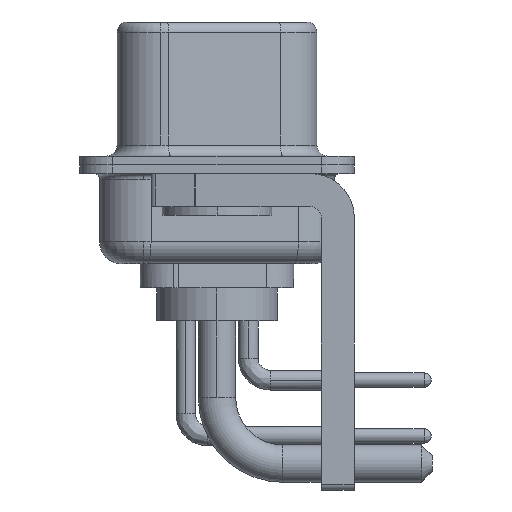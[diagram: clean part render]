
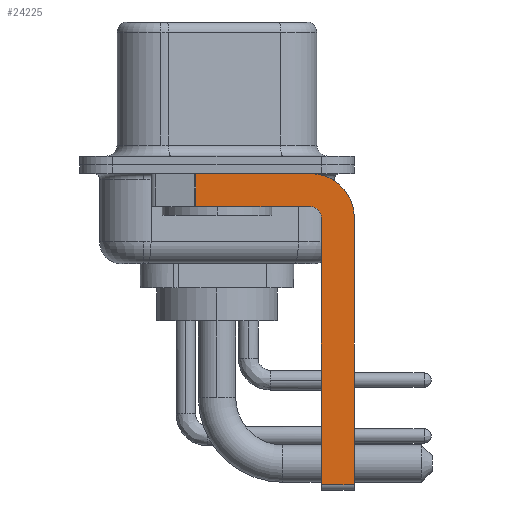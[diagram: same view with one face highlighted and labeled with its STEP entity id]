
A CAD part, left-side view. The second image highlights one B-rep face of the part: STEP entity #24225.
In plain terms, the highlighted planar face has unit normal (-1, 0, 0).
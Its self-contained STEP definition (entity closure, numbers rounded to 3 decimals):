
#431 = FACE_OUTER_BOUND ( 'NONE', #16962, .T. ) ;
#433 = ORIENTED_EDGE ( 'NONE', *, *, #11378, .F. ) ;
#735 = DIRECTION ( 'NONE',  ( 0., 0., -1. ) ) ;
#1853 = DIRECTION ( 'NONE',  ( 1., 0., 0. ) ) ;
#2211 = CARTESIAN_POINT ( 'NONE',  ( -2.9, -4.75, -14.55 ) ) ;
#2219 = VECTOR ( 'NONE', #3276, 1000. ) ;
#2262 = VERTEX_POINT ( 'NONE', #21282 ) ;
#2429 = CARTESIAN_POINT ( 'NONE',  ( -2.9, 0.978, -1.9 ) ) ;
#2430 = CIRCLE ( 'NONE', #10257, 2. ) ;
#3276 = DIRECTION ( 'NONE',  ( 0., 1., 0. ) ) ;
#3554 = DIRECTION ( 'NONE',  ( 0., 0., 1. ) ) ;
#3939 = EDGE_CURVE ( 'NONE', #2262, #12632, #18462, .T. ) ;
#4223 = EDGE_CURVE ( 'NONE', #5941, #6837, #18402, .T. ) ;
#4507 = CARTESIAN_POINT ( 'NONE',  ( -2.9, 3., -0.4 ) ) ;
#4955 = ORIENTED_EDGE ( 'NONE', *, *, #3939, .F. ) ;
#5628 = CIRCLE ( 'NONE', #17185, 0.5 ) ;
#5941 = VERTEX_POINT ( 'NONE', #2211 ) ;
#6837 = VERTEX_POINT ( 'NONE', #11761 ) ;
#6928 = LINE ( 'NONE', #16343, #19268 ) ;
#7776 = ORIENTED_EDGE ( 'NONE', *, *, #4223, .T. ) ;
#8478 = CARTESIAN_POINT ( 'NONE',  ( -2.9, -4.25, -14.55 ) ) ;
#8503 = CARTESIAN_POINT ( 'NONE',  ( -2.9, -4.25, -1.9 ) ) ;
#8838 = CARTESIAN_POINT ( 'NONE',  ( -2.9, -4.75, -2.4 ) ) ;
#9514 = CARTESIAN_POINT ( 'NONE',  ( -2.9, -4.25, -0.4 ) ) ;
#10257 = AXIS2_PLACEMENT_3D ( 'NONE', #17849, #1853, #20036 ) ;
#10834 = DIRECTION ( 'NONE',  ( 0., -1., 0. ) ) ;
#10914 = VECTOR ( 'NONE', #15952, 1000. ) ;
#10932 = EDGE_CURVE ( 'NONE', #2262, #21945, #19729, .T. ) ;
#10987 = EDGE_CURVE ( 'NONE', #24436, #21945, #20972, .T. ) ;
#11378 = EDGE_CURVE ( 'NONE', #5941, #22484, #19926, .T. ) ;
#11761 = CARTESIAN_POINT ( 'NONE',  ( -2.9, -6.25, -14.55 ) ) ;
#11913 = ORIENTED_EDGE ( 'NONE', *, *, #10987, .F. ) ;
#12556 = ORIENTED_EDGE ( 'NONE', *, *, #10932, .T. ) ;
#12632 = VERTEX_POINT ( 'NONE', #9514 ) ;
#12720 = CARTESIAN_POINT ( 'NONE',  ( -2.9, -4.25, -2.4 ) ) ;
#13768 = VECTOR ( 'NONE', #10834, 1000. ) ;
#13934 = ORIENTED_EDGE ( 'NONE', *, *, #19459, .F. ) ;
#14113 = CARTESIAN_POINT ( 'NONE',  ( -2.9, -4.75, -14.8 ) ) ;
#14444 = AXIS2_PLACEMENT_3D ( 'NONE', #14722, #16301, #22360 ) ;
#14722 = CARTESIAN_POINT ( 'NONE',  ( -2.9, -4.25, -2.4 ) ) ;
#15397 = EDGE_CURVE ( 'NONE', #22484, #24436, #5628, .T. ) ;
#15924 = DIRECTION ( 'NONE',  ( 0., 0., 1. ) ) ;
#15952 = DIRECTION ( 'NONE',  ( 0., -1., 0. ) ) ;
#16024 = EDGE_CURVE ( 'NONE', #24978, #6837, #6928, .T. ) ;
#16301 = DIRECTION ( 'NONE',  ( 1., 0., 0. ) ) ;
#16343 = CARTESIAN_POINT ( 'NONE',  ( -2.9, -6.25, -2.4 ) ) ;
#16813 = PLANE ( 'NONE',  #14444 ) ;
#16962 = EDGE_LOOP ( 'NONE', ( #4955, #12556, #11913, #24057, #433, #7776, #18972, #13934 ) ) ;
#17097 = VECTOR ( 'NONE', #15924, 1000. ) ;
#17185 = AXIS2_PLACEMENT_3D ( 'NONE', #12720, #22669, #3554 ) ;
#17849 = CARTESIAN_POINT ( 'NONE',  ( -2.9, -4.25, -2.4 ) ) ;
#18180 = DIRECTION ( 'NONE',  ( 0., 0., -1. ) ) ;
#18402 = LINE ( 'NONE', #8478, #10914 ) ;
#18462 = LINE ( 'NONE', #4507, #13768 ) ;
#18972 = ORIENTED_EDGE ( 'NONE', *, *, #16024, .F. ) ;
#19006 = CARTESIAN_POINT ( 'NONE',  ( -2.9, -4.25, -1.9 ) ) ;
#19268 = VECTOR ( 'NONE', #735, 1000. ) ;
#19459 = EDGE_CURVE ( 'NONE', #12632, #24978, #2430, .T. ) ;
#19729 = LINE ( 'NONE', #2429, #25295 ) ;
#19926 = LINE ( 'NONE', #14113, #17097 ) ;
#20036 = DIRECTION ( 'NONE',  ( 0., 0., -1. ) ) ;
#20599 = CARTESIAN_POINT ( 'NONE',  ( -2.9, 0.978, -1.9 ) ) ;
#20972 = LINE ( 'NONE', #8503, #2219 ) ;
#21282 = CARTESIAN_POINT ( 'NONE',  ( -2.9, 0.978, -0.4 ) ) ;
#21945 = VERTEX_POINT ( 'NONE', #20599 ) ;
#22060 = CARTESIAN_POINT ( 'NONE',  ( -2.9, -6.25, -2.4 ) ) ;
#22360 = DIRECTION ( 'NONE',  ( 0., 0., -1. ) ) ;
#22484 = VERTEX_POINT ( 'NONE', #8838 ) ;
#22669 = DIRECTION ( 'NONE',  ( -1., 0., 0. ) ) ;
#24057 = ORIENTED_EDGE ( 'NONE', *, *, #15397, .F. ) ;
#24225 = ADVANCED_FACE ( 'NONE', ( #431 ), #16813, .F. ) ;
#24436 = VERTEX_POINT ( 'NONE', #19006 ) ;
#24978 = VERTEX_POINT ( 'NONE', #22060 ) ;
#25295 = VECTOR ( 'NONE', #18180, 1000. ) ;
